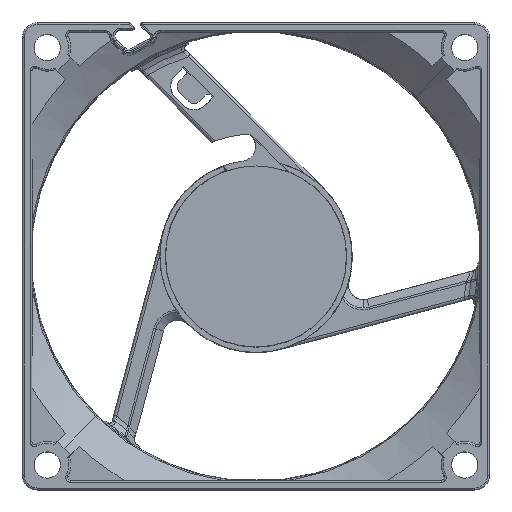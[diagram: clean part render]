
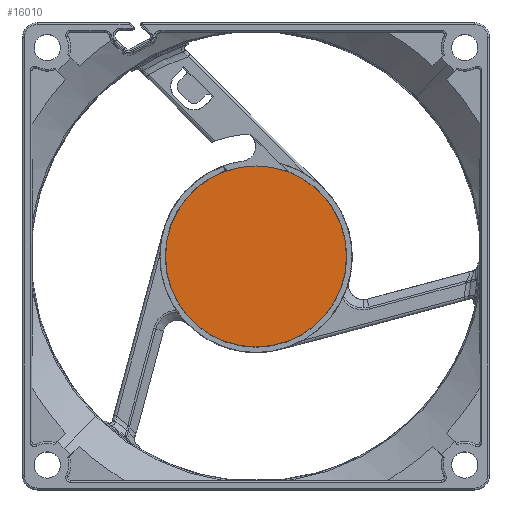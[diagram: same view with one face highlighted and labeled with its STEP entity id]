
A CAD part, top view. The second image highlights one B-rep face of the part: STEP entity #16010.
In plain terms, the highlighted planar face has unit normal (0, 0, 1).
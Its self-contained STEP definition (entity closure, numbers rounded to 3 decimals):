
#424 = CIRCLE ( 'NONE', #13726, 15.5 ) ;
#1377 = CARTESIAN_POINT ( 'NONE',  ( -15.5, 0., -5.547 ) ) ;
#2071 = FACE_OUTER_BOUND ( 'NONE', #10479, .T. ) ;
#3092 = EDGE_CURVE ( 'NONE', #5308, #10144, #18826, .T. ) ;
#3597 = EDGE_CURVE ( 'NONE', #5308, #10144, #424, .T. ) ;
#3839 = DIRECTION ( 'NONE',  ( -1., 0., 0. ) ) ;
#4105 = DIRECTION ( 'NONE',  ( 0., 0., 1. ) ) ;
#5238 = ORIENTED_EDGE ( 'NONE', *, *, #3597, .T. ) ;
#5308 = VERTEX_POINT ( 'NONE', #1377 ) ;
#6020 = DIRECTION ( 'NONE',  ( 1., 0., 0. ) ) ;
#7378 = AXIS2_PLACEMENT_3D ( 'NONE', #7567, #16070, #6020 ) ;
#7567 = CARTESIAN_POINT ( 'NONE',  ( -15.5, 0., -5.547 ) ) ;
#8644 = DIRECTION ( 'NONE',  ( 0., 0., -1. ) ) ;
#9482 = PLANE ( 'NONE',  #7378 ) ;
#10144 = VERTEX_POINT ( 'NONE', #19748 ) ;
#10479 = EDGE_LOOP ( 'NONE', ( #10897, #5238 ) ) ;
#10897 = ORIENTED_EDGE ( 'NONE', *, *, #3092, .F. ) ;
#13726 = AXIS2_PLACEMENT_3D ( 'NONE', #16006, #4105, #19279 ) ;
#14455 = AXIS2_PLACEMENT_3D ( 'NONE', #15590, #8644, #3839 ) ;
#15590 = CARTESIAN_POINT ( 'NONE',  ( 0., 0., -5.547 ) ) ;
#16006 = CARTESIAN_POINT ( 'NONE',  ( 0., 0., -5.547 ) ) ;
#16010 = ADVANCED_FACE ( 'NONE', ( #2071 ), #9482, .F. ) ;
#16070 = DIRECTION ( 'NONE',  ( 0., 0., -1. ) ) ;
#18826 = CIRCLE ( 'NONE', #14455, 15.5 ) ;
#19279 = DIRECTION ( 'NONE',  ( -1., 0., 0. ) ) ;
#19748 = CARTESIAN_POINT ( 'NONE',  ( 15.5, 0., -5.547 ) ) ;
